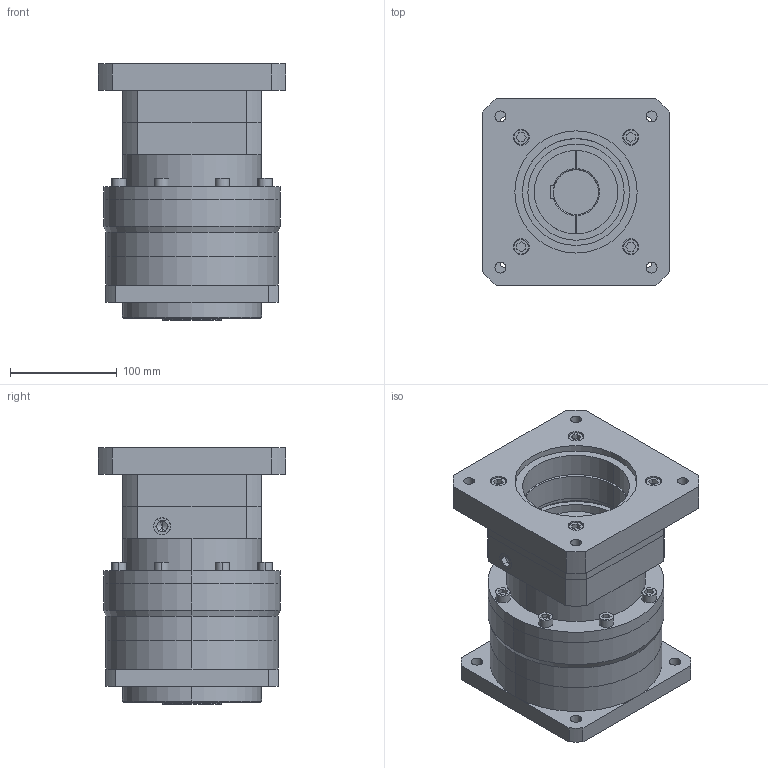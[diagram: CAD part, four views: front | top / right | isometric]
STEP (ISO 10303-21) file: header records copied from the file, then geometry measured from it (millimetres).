
FILE_DESCRIPTION (( 'STEP AP214' ), '1' );
FILE_NAME ('VGK160单级模型-T（42-113 114.3-4 4-13.5-200）.STEP', '2018-11-28T08:27:57', ( 'Windows' ), ( 'Microsoft' ), 'SwSTEP 2.0', 'SolidWorks 2016', '' );
FILE_SCHEMA (( 'AUTOMOTIVE_DESIGN' ));
Length unit declared in the file: millimetre
Products named in the file (1): VGK160单级模型-T（42-113 114.3-4 4-13.5-200）
Bounding box: 175 x 175 x 240 mm (x, y, z)
Volume: 3886135.4 mm3; surface area: 407188.5 mm2
Topology: 5 solids, 5 shells, 469 faces, 1104 edges, 715 vertices
Faces by surface type: plane 274, cylinder 173, cone 14, torus 8
Entity records: 13798 total; most frequent: DIRECTION 2411, CARTESIAN_POINT 2321, ORIENTED_EDGE 2184, EDGE_CURVE 1092, AXIS2_PLACEMENT_3D 855, VERTEX_POINT 715, LINE 701, VECTOR 701
